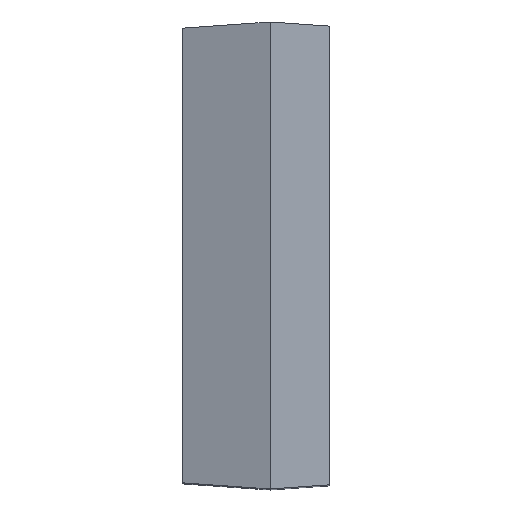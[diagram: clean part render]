
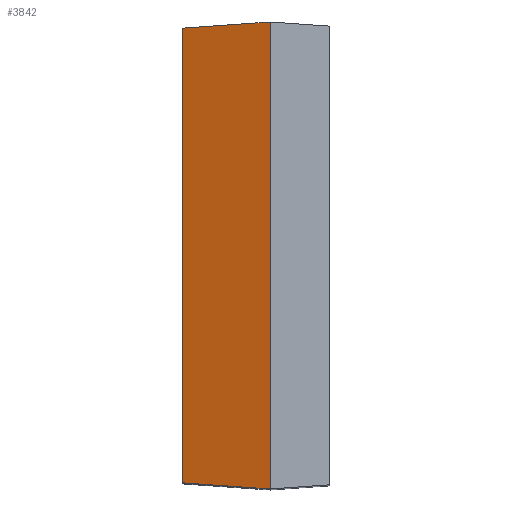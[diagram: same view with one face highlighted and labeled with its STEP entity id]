
A CAD part, top view. The second image highlights one B-rep face of the part: STEP entity #3842.
In plain terms, the highlighted planar face has unit normal (-0.309, 0, 0.951).
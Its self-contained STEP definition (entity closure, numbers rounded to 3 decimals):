
#344=FACE_OUTER_BOUND('',#568,.T.);
#568=EDGE_LOOP('',(#3370,#3371,#3372,#3373));
#993=LINE('',#6436,#1464);
#1013=LINE('',#6476,#1484);
#1016=LINE('',#6481,#1487);
#1017=LINE('',#6484,#1488);
#1464=VECTOR('',#4847,1.);
#1484=VECTOR('',#4883,1.);
#1487=VECTOR('',#4890,1.);
#1488=VECTOR('',#4895,1.);
#1836=VERTEX_POINT('',#6423);
#1838=VERTEX_POINT('',#6431);
#1849=VERTEX_POINT('',#6473);
#1850=VERTEX_POINT('',#6475);
#2339=EDGE_CURVE('',#1836,#1838,#993,.T.);
#2359=EDGE_CURVE('',#1849,#1850,#1013,.F.);
#2362=EDGE_CURVE('',#1838,#1849,#1016,.T.);
#2363=EDGE_CURVE('',#1836,#1850,#1017,.F.);
#3370=ORIENTED_EDGE('',*,*,#2339,.F.);
#3371=ORIENTED_EDGE('',*,*,#2363,.T.);
#3372=ORIENTED_EDGE('',*,*,#2359,.F.);
#3373=ORIENTED_EDGE('',*,*,#2362,.F.);
#3630=PLANE('',#4067);
#3842=ADVANCED_FACE('',(#344),#3630,.T.);
#4067=AXIS2_PLACEMENT_3D('',#6485,#4896,#4897);
#4847=DIRECTION('',(0.,-1.,0.));
#4883=DIRECTION('',(0.,-1.,0.));
#4890=DIRECTION('',(-0.949,0.066,-0.308));
#4895=DIRECTION('',(0.949,0.066,0.308));
#4896=DIRECTION('center_axis',(-0.309,0.,
0.951));
#4897=DIRECTION('ref_axis',(0.,1.,0.));
#6423=CARTESIAN_POINT('',(0.687,7.97,25.5));
#6431=CARTESIAN_POINT('',(0.687,-7.97,25.5));
#6436=CARTESIAN_POINT('',(0.687,7.97,25.5));
#6473=CARTESIAN_POINT('',(-2.298,-7.761,24.53));
#6475=CARTESIAN_POINT('',(-2.298,7.761,24.53));
#6476=CARTESIAN_POINT('',(-2.298,-3.985,24.53));
#6481=CARTESIAN_POINT('',(-2.399,-7.754,24.497));
#6484=CARTESIAN_POINT('',(0.186,7.935,25.337));
#6485=CARTESIAN_POINT('Origin',(0.687,-7.97,25.5));
